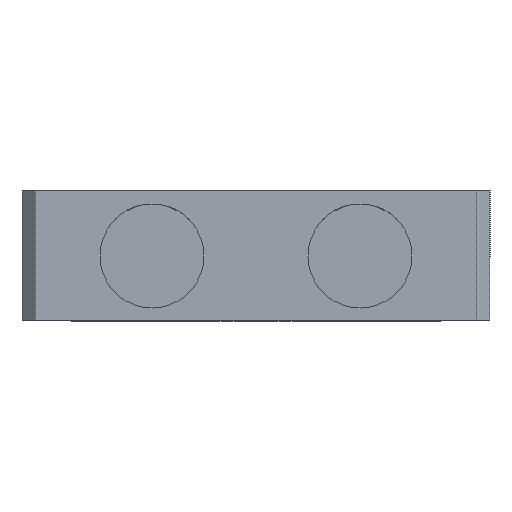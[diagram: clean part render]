
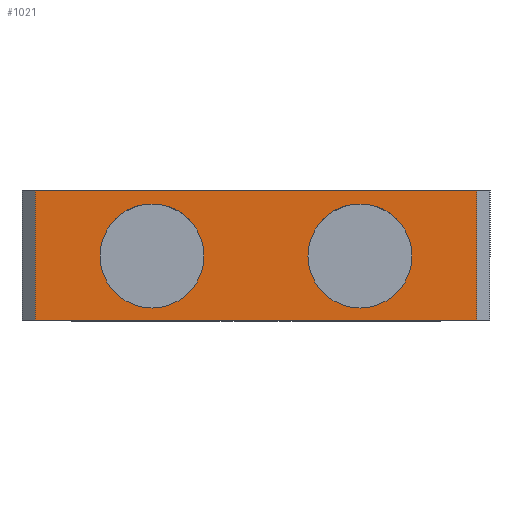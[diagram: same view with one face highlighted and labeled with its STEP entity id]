
A CAD part, left-side view. The second image highlights one B-rep face of the part: STEP entity #1021.
In plain terms, the highlighted planar face has unit normal (-1, 0, 0).
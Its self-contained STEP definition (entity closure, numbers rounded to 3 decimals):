
#14 = CARTESIAN_POINT ( 'NONE',  ( -10., -9., 2.5 ) ) ;
#19 = ORIENTED_EDGE ( 'NONE', *, *, #477, .T. ) ;
#46 = VECTOR ( 'NONE', #394, 1000. ) ;
#80 = DIRECTION ( 'NONE',  ( 0., 0., -1. ) ) ;
#81 = EDGE_CURVE ( 'NONE', #1123, #705, #395, .T. ) ;
#130 = AXIS2_PLACEMENT_3D ( 'NONE', #986, #992, #399 ) ;
#210 = VERTEX_POINT ( 'NONE', #788 ) ;
#222 = CARTESIAN_POINT ( 'NONE',  ( -10., 8.5, -2.5 ) ) ;
#253 = CARTESIAN_POINT ( 'NONE',  ( -10., -8.5, -2.5 ) ) ;
#296 = LINE ( 'NONE', #14, #46 ) ;
#370 = VECTOR ( 'NONE', #413, 1000. ) ;
#376 = ORIENTED_EDGE ( 'NONE', *, *, #967, .F. ) ;
#394 = DIRECTION ( 'NONE',  ( 0., -1., 0. ) ) ;
#395 = LINE ( 'NONE', #902, #370 ) ;
#399 = DIRECTION ( 'NONE',  ( 0., 0., -1. ) ) ;
#413 = DIRECTION ( 'NONE',  ( 0., -1., 0. ) ) ;
#463 = VERTEX_POINT ( 'NONE', #1001 ) ;
#477 = EDGE_CURVE ( 'NONE', #210, #1123, #655, .T. ) ;
#543 = CARTESIAN_POINT ( 'NONE',  ( -10., 8.5, 2.5 ) ) ;
#652 = LINE ( 'NONE', #1162, #1038 ) ;
#655 = LINE ( 'NONE', #543, #1041 ) ;
#705 = VERTEX_POINT ( 'NONE', #253 ) ;
#788 = CARTESIAN_POINT ( 'NONE',  ( -10., 8.5, 2.5 ) ) ;
#849 = EDGE_CURVE ( 'NONE', #705, #463, #652, .T. ) ;
#850 = ORIENTED_EDGE ( 'NONE', *, *, #849, .T. ) ;
#897 = PLANE ( 'NONE',  #130 ) ;
#902 = CARTESIAN_POINT ( 'NONE',  ( -10., -9., -2.5 ) ) ;
#967 = EDGE_CURVE ( 'NONE', #210, #463, #296, .T. ) ;
#986 = CARTESIAN_POINT ( 'NONE',  ( -10., -9., 2.5 ) ) ;
#990 = FACE_OUTER_BOUND ( 'NONE', #1198, .T. ) ;
#992 = DIRECTION ( 'NONE',  ( 1., 0., 0. ) ) ;
#1001 = CARTESIAN_POINT ( 'NONE',  ( -10., -8.5, 2.5 ) ) ;
#1021 = ADVANCED_FACE ( 'NONE', ( #990 ), #897, .F. ) ;
#1038 = VECTOR ( 'NONE', #1178, 1000. ) ;
#1041 = VECTOR ( 'NONE', #80, 1000. ) ;
#1117 = ORIENTED_EDGE ( 'NONE', *, *, #81, .T. ) ;
#1123 = VERTEX_POINT ( 'NONE', #222 ) ;
#1162 = CARTESIAN_POINT ( 'NONE',  ( -10., -8.5, 2.5 ) ) ;
#1178 = DIRECTION ( 'NONE',  ( 0., 0., 1. ) ) ;
#1198 = EDGE_LOOP ( 'NONE', ( #1117, #850, #376, #19 ) ) ;
